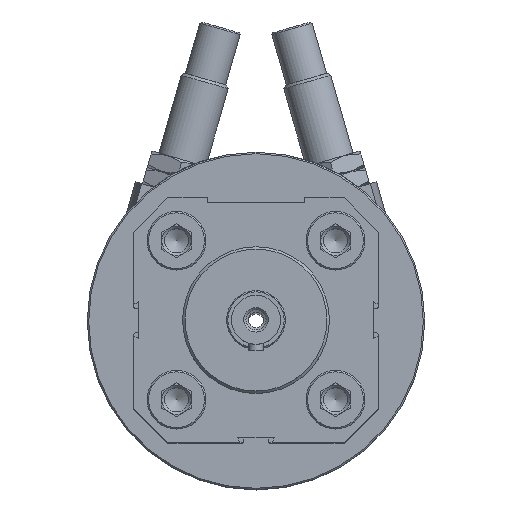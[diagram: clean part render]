
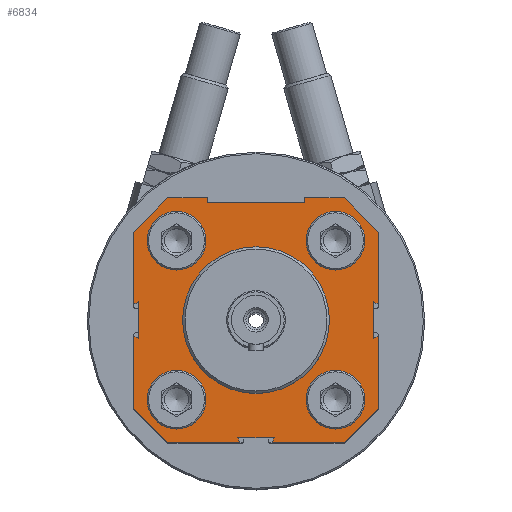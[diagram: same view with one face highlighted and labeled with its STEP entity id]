
A CAD part, top view. The second image highlights one B-rep face of the part: STEP entity #6834.
In plain terms, the highlighted face is planar.
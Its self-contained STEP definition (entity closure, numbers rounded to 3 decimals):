
#351=LINE('',#10442,#908);
#352=LINE('',#10445,#909);
#353=LINE('',#10447,#910);
#354=LINE('',#10449,#911);
#355=LINE('',#10451,#912);
#356=LINE('',#10453,#913);
#357=LINE('',#10455,#914);
#358=LINE('',#10457,#915);
#359=LINE('',#10459,#916);
#360=LINE('',#10461,#917);
#361=LINE('',#10463,#918);
#362=LINE('',#10465,#919);
#363=LINE('',#10467,#920);
#364=LINE('',#10469,#921);
#365=LINE('',#10471,#922);
#366=LINE('',#10473,#923);
#367=LINE('',#10475,#924);
#368=LINE('',#10477,#925);
#369=LINE('',#10479,#926);
#370=LINE('',#10481,#927);
#371=LINE('',#10483,#928);
#372=LINE('',#10485,#929);
#373=LINE('',#10487,#930);
#374=LINE('',#10489,#931);
#908=VECTOR('',#8231,1000.);
#909=VECTOR('',#8232,1000.);
#910=VECTOR('',#8233,1000.);
#911=VECTOR('',#8234,1000.);
#912=VECTOR('',#8235,1000.);
#913=VECTOR('',#8236,1000.);
#914=VECTOR('',#8237,1000.);
#915=VECTOR('',#8238,1000.);
#916=VECTOR('',#8239,1000.);
#917=VECTOR('',#8240,1000.);
#918=VECTOR('',#8241,1000.);
#919=VECTOR('',#8242,1000.);
#920=VECTOR('',#8243,1000.);
#921=VECTOR('',#8244,1000.);
#922=VECTOR('',#8245,1000.);
#923=VECTOR('',#8246,1000.);
#924=VECTOR('',#8247,1000.);
#925=VECTOR('',#8248,1000.);
#926=VECTOR('',#8249,1000.);
#927=VECTOR('',#8250,1000.);
#928=VECTOR('',#8251,1000.);
#929=VECTOR('',#8252,1000.);
#930=VECTOR('',#8253,1000.);
#931=VECTOR('',#8254,1000.);
#1465=ORIENTED_EDGE('',*,*,#3371,.F.);
#1466=ORIENTED_EDGE('',*,*,#3372,.F.);
#1467=ORIENTED_EDGE('',*,*,#3373,.F.);
#1468=ORIENTED_EDGE('',*,*,#3374,.F.);
#1469=ORIENTED_EDGE('',*,*,#3375,.F.);
#1470=ORIENTED_EDGE('',*,*,#3376,.F.);
#1471=ORIENTED_EDGE('',*,*,#3377,.F.);
#1472=ORIENTED_EDGE('',*,*,#3378,.F.);
#1473=ORIENTED_EDGE('',*,*,#3379,.F.);
#1474=ORIENTED_EDGE('',*,*,#3380,.F.);
#1475=ORIENTED_EDGE('',*,*,#3381,.F.);
#1476=ORIENTED_EDGE('',*,*,#3382,.F.);
#1477=ORIENTED_EDGE('',*,*,#3383,.F.);
#1478=ORIENTED_EDGE('',*,*,#3384,.F.);
#1479=ORIENTED_EDGE('',*,*,#3385,.F.);
#1480=ORIENTED_EDGE('',*,*,#3386,.F.);
#1481=ORIENTED_EDGE('',*,*,#3387,.F.);
#1482=ORIENTED_EDGE('',*,*,#3388,.F.);
#1483=ORIENTED_EDGE('',*,*,#3389,.F.);
#1484=ORIENTED_EDGE('',*,*,#3390,.F.);
#1485=ORIENTED_EDGE('',*,*,#3391,.F.);
#1486=ORIENTED_EDGE('',*,*,#3392,.F.);
#1487=ORIENTED_EDGE('',*,*,#3393,.F.);
#1488=ORIENTED_EDGE('',*,*,#3394,.F.);
#1489=ORIENTED_EDGE('',*,*,#3395,.F.);
#1490=ORIENTED_EDGE('',*,*,#3396,.F.);
#1491=ORIENTED_EDGE('',*,*,#3397,.F.);
#1492=ORIENTED_EDGE('',*,*,#3398,.F.);
#1493=ORIENTED_EDGE('',*,*,#3399,.F.);
#3371=EDGE_CURVE('',#4324,#4324,#4999,.T.);
#3372=EDGE_CURVE('',#4325,#4325,#5000,.T.);
#3373=EDGE_CURVE('',#4326,#4326,#5001,.F.);
#3374=EDGE_CURVE('',#4327,#4328,#351,.T.);
#3375=EDGE_CURVE('',#4329,#4327,#352,.T.);
#3376=EDGE_CURVE('',#4330,#4329,#353,.T.);
#3377=EDGE_CURVE('',#4331,#4330,#354,.T.);
#3378=EDGE_CURVE('',#4332,#4331,#355,.T.);
#3379=EDGE_CURVE('',#4333,#4332,#356,.T.);
#3380=EDGE_CURVE('',#4334,#4333,#357,.T.);
#3381=EDGE_CURVE('',#4335,#4334,#358,.T.);
#3382=EDGE_CURVE('',#4336,#4335,#359,.T.);
#3383=EDGE_CURVE('',#4337,#4336,#360,.T.);
#3384=EDGE_CURVE('',#4338,#4337,#361,.T.);
#3385=EDGE_CURVE('',#4339,#4338,#362,.T.);
#3386=EDGE_CURVE('',#4340,#4339,#363,.T.);
#3387=EDGE_CURVE('',#4341,#4340,#364,.T.);
#3388=EDGE_CURVE('',#4342,#4341,#365,.T.);
#3389=EDGE_CURVE('',#4343,#4342,#366,.T.);
#3390=EDGE_CURVE('',#4344,#4343,#367,.T.);
#3391=EDGE_CURVE('',#4345,#4344,#368,.T.);
#3392=EDGE_CURVE('',#4346,#4345,#369,.T.);
#3393=EDGE_CURVE('',#4347,#4346,#370,.T.);
#3394=EDGE_CURVE('',#4348,#4347,#371,.T.);
#3395=EDGE_CURVE('',#4349,#4348,#372,.T.);
#3396=EDGE_CURVE('',#4350,#4349,#373,.T.);
#3397=EDGE_CURVE('',#4328,#4350,#374,.T.);
#3398=EDGE_CURVE('',#4351,#4351,#5002,.T.);
#3399=EDGE_CURVE('',#4352,#4352,#5003,.T.);
#4324=VERTEX_POINT('',#10437);
#4325=VERTEX_POINT('',#10439);
#4326=VERTEX_POINT('',#10441);
#4327=VERTEX_POINT('',#10443);
#4328=VERTEX_POINT('',#10444);
#4329=VERTEX_POINT('',#10446);
#4330=VERTEX_POINT('',#10448);
#4331=VERTEX_POINT('',#10450);
#4332=VERTEX_POINT('',#10452);
#4333=VERTEX_POINT('',#10454);
#4334=VERTEX_POINT('',#10456);
#4335=VERTEX_POINT('',#10458);
#4336=VERTEX_POINT('',#10460);
#4337=VERTEX_POINT('',#10462);
#4338=VERTEX_POINT('',#10464);
#4339=VERTEX_POINT('',#10466);
#4340=VERTEX_POINT('',#10468);
#4341=VERTEX_POINT('',#10470);
#4342=VERTEX_POINT('',#10472);
#4343=VERTEX_POINT('',#10474);
#4344=VERTEX_POINT('',#10476);
#4345=VERTEX_POINT('',#10478);
#4346=VERTEX_POINT('',#10480);
#4347=VERTEX_POINT('',#10482);
#4348=VERTEX_POINT('',#10484);
#4349=VERTEX_POINT('',#10486);
#4350=VERTEX_POINT('',#10488);
#4351=VERTEX_POINT('',#10491);
#4352=VERTEX_POINT('',#10493);
#4999=CIRCLE('',#7395,6.);
#5000=CIRCLE('',#7396,6.);
#5001=CIRCLE('',#7397,15.);
#5002=CIRCLE('',#7398,6.);
#5003=CIRCLE('',#7399,6.);
#5365=EDGE_LOOP('',(#1465));
#5366=EDGE_LOOP('',(#1466));
#5367=EDGE_LOOP('',(#1467));
#5368=EDGE_LOOP('',(#1468,#1469,#1470,#1471,#1472,#1473,#1474,#1475,#1476,
#1477,#1478,#1479,#1480,#1481,#1482,#1483,#1484,#1485,#1486,#1487,#1488,
#1489,#1490,#1491));
#5369=EDGE_LOOP('',(#1492));
#5370=EDGE_LOOP('',(#1493));
#5978=FACE_BOUND('',#5365,.T.);
#5979=FACE_BOUND('',#5366,.T.);
#5980=FACE_BOUND('',#5367,.T.);
#5981=FACE_BOUND('',#5368,.T.);
#5982=FACE_BOUND('',#5369,.T.);
#5983=FACE_BOUND('',#5370,.T.);
#6598=PLANE('',#7394);
#6834=ADVANCED_FACE('',(#5978,#5979,#5980,#5981,#5982,#5983),#6598,.F.);
#7394=AXIS2_PLACEMENT_3D('',#10435,#8223,#8224);
#7395=AXIS2_PLACEMENT_3D('',#10436,#8225,#8226);
#7396=AXIS2_PLACEMENT_3D('',#10438,#8227,#8228);
#7397=AXIS2_PLACEMENT_3D('',#10440,#8229,#8230);
#7398=AXIS2_PLACEMENT_3D('',#10490,#8255,#8256);
#7399=AXIS2_PLACEMENT_3D('',#10492,#8257,#8258);
#8223=DIRECTION('',(1.,0.,0.));
#8224=DIRECTION('',(0.,0.,-1.));
#8225=DIRECTION('',(-1.,0.,0.));
#8226=DIRECTION('',(0.,0.,1.));
#8227=DIRECTION('',(-1.,0.,0.));
#8228=DIRECTION('',(0.,0.,1.));
#8229=DIRECTION('',(1.,0.,0.));
#8230=DIRECTION('',(0.,0.,-1.));
#8231=DIRECTION('',(0.,-1.,0.));
#8232=DIRECTION('',(0.,0.429,0.903));
#8233=DIRECTION('',(0.,-1.,0.));
#8234=DIRECTION('',(0.,0.429,-0.903));
#8235=DIRECTION('',(0.,-1.,0.));
#8236=DIRECTION('',(0.,-0.707,0.707));
#8237=DIRECTION('',(0.,0.,1.));
#8238=DIRECTION('',(0.,0.996,0.087));
#8239=DIRECTION('',(0.,0.,1.));
#8240=DIRECTION('',(0.,-0.996,0.087));
#8241=DIRECTION('',(0.,0.,1.));
#8242=DIRECTION('',(0.,0.707,0.707));
#8243=DIRECTION('',(0.,1.,0.));
#8244=DIRECTION('',(0.,-0.429,-0.903));
#8245=DIRECTION('',(0.,1.,0.));
#8246=DIRECTION('',(0.,-0.429,0.903));
#8247=DIRECTION('',(0.,1.,0.));
#8248=DIRECTION('',(0.,0.707,-0.707));
#8249=DIRECTION('',(0.,0.,-1.));
#8250=DIRECTION('',(0.,-0.903,0.429));
#8251=DIRECTION('',(0.,0.,-1.));
#8252=DIRECTION('',(0.,0.903,0.429));
#8253=DIRECTION('',(0.,0.,-1.));
#8254=DIRECTION('',(0.,-0.707,-0.707));
#8255=DIRECTION('',(-1.,0.,0.));
#8256=DIRECTION('',(0.,0.,1.));
#8257=DIRECTION('',(-1.,0.,0.));
#8258=DIRECTION('',(0.,0.,1.));
#10435=CARTESIAN_POINT('',(-160.8,0.,0.));
#10436=CARTESIAN_POINT('',(-160.8,-16.25,16.25));
#10437=CARTESIAN_POINT('',(-160.8,-16.25,22.25));
#10438=CARTESIAN_POINT('',(-160.8,16.25,-16.25));
#10439=CARTESIAN_POINT('',(-160.8,16.25,-10.25));
#10440=CARTESIAN_POINT('',(-160.8,0.,0.));
#10441=CARTESIAN_POINT('',(-160.8,0.,-15.));
#10442=CARTESIAN_POINT('',(-160.8,-3.275,25.));
#10443=CARTESIAN_POINT('',(-160.8,-3.275,25.));
#10444=CARTESIAN_POINT('',(-160.8,-18.,25.));
#10445=CARTESIAN_POINT('',(-160.8,-3.75,24.));
#10446=CARTESIAN_POINT('',(-160.8,-3.75,24.));
#10447=CARTESIAN_POINT('',(-160.8,3.75,24.));
#10448=CARTESIAN_POINT('',(-160.8,3.75,24.));
#10449=CARTESIAN_POINT('',(-160.8,3.275,25.));
#10450=CARTESIAN_POINT('',(-160.8,3.275,25.));
#10451=CARTESIAN_POINT('',(-160.8,18.,25.));
#10452=CARTESIAN_POINT('',(-160.8,18.,25.));
#10453=CARTESIAN_POINT('',(-160.8,25.,18.));
#10454=CARTESIAN_POINT('',(-160.8,25.,18.));
#10455=CARTESIAN_POINT('',(-160.8,25.,10.));
#10456=CARTESIAN_POINT('',(-160.8,25.,10.));
#10457=CARTESIAN_POINT('',(-160.8,24.1,9.921));
#10458=CARTESIAN_POINT('',(-160.8,24.1,9.921));
#10459=CARTESIAN_POINT('',(-160.8,24.1,-9.921));
#10460=CARTESIAN_POINT('',(-160.8,24.1,-9.921));
#10461=CARTESIAN_POINT('',(-160.8,25.,-10.));
#10462=CARTESIAN_POINT('',(-160.8,25.,-10.));
#10463=CARTESIAN_POINT('',(-160.8,25.,-18.));
#10464=CARTESIAN_POINT('',(-160.8,25.,-18.));
#10465=CARTESIAN_POINT('',(-160.8,18.,-25.));
#10466=CARTESIAN_POINT('',(-160.8,18.,-25.));
#10467=CARTESIAN_POINT('',(-160.8,3.275,-25.));
#10468=CARTESIAN_POINT('',(-160.8,3.275,-25.));
#10469=CARTESIAN_POINT('',(-160.8,3.75,-24.));
#10470=CARTESIAN_POINT('',(-160.8,3.75,-24.));
#10471=CARTESIAN_POINT('',(-160.8,-3.75,-24.));
#10472=CARTESIAN_POINT('',(-160.8,-3.75,-24.));
#10473=CARTESIAN_POINT('',(-160.8,-3.275,-25.));
#10474=CARTESIAN_POINT('',(-160.8,-3.275,-25.));
#10475=CARTESIAN_POINT('',(-160.8,-18.,-25.));
#10476=CARTESIAN_POINT('',(-160.8,-18.,-25.));
#10477=CARTESIAN_POINT('',(-160.8,-25.,-18.));
#10478=CARTESIAN_POINT('',(-160.8,-25.,-18.));
#10479=CARTESIAN_POINT('',(-160.8,-25.,-3.275));
#10480=CARTESIAN_POINT('',(-160.8,-25.,-3.275));
#10481=CARTESIAN_POINT('',(-160.8,-24.,-3.75));
#10482=CARTESIAN_POINT('',(-160.8,-24.,-3.75));
#10483=CARTESIAN_POINT('',(-160.8,-24.,3.75));
#10484=CARTESIAN_POINT('',(-160.8,-24.,3.75));
#10485=CARTESIAN_POINT('',(-160.8,-25.,3.275));
#10486=CARTESIAN_POINT('',(-160.8,-25.,3.275));
#10487=CARTESIAN_POINT('',(-160.8,-25.,18.));
#10488=CARTESIAN_POINT('',(-160.8,-25.,18.));
#10489=CARTESIAN_POINT('',(-160.8,-18.,25.));
#10490=CARTESIAN_POINT('',(-160.8,-16.25,-16.25));
#10491=CARTESIAN_POINT('',(-160.8,-16.25,-10.25));
#10492=CARTESIAN_POINT('',(-160.8,16.25,16.25));
#10493=CARTESIAN_POINT('',(-160.8,16.25,22.25));
